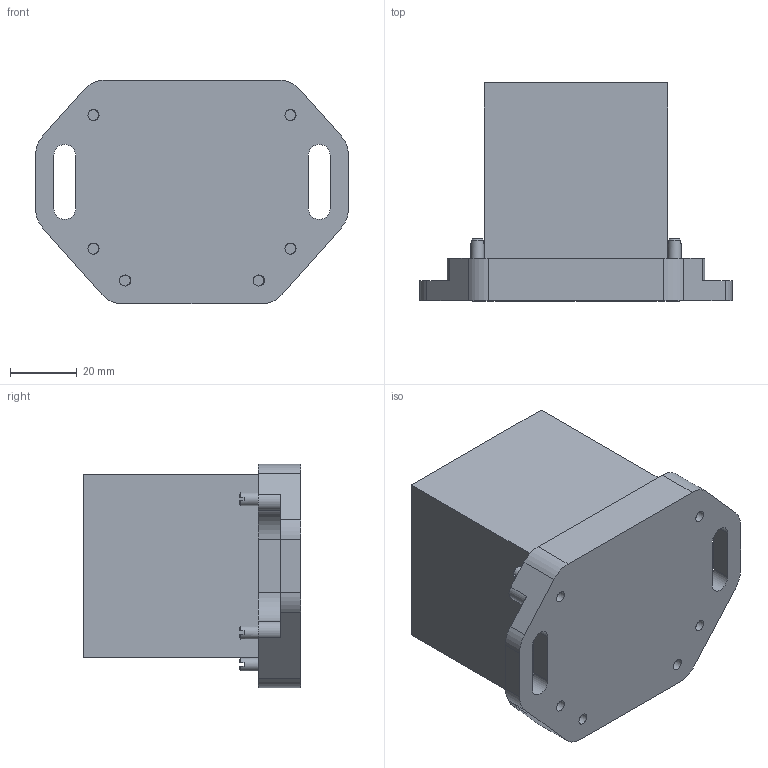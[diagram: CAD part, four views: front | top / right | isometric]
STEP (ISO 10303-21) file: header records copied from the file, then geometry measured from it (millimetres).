
FILE_DESCRIPTION(/* description */ (''),/* implementation_level */ '2;1');
FILE_NAME(/* name */ 'CuvetteStandAssembly.step',/* time_stamp */ '2020-03-09T17:49:20-07:00',/* author */ (''),/* organization */ (''),/* preprocessor_version */ 'ST-DEVELOPER v18',/* originating_system */ 'Autodesk Translation Framework v8.12.0.6',/* authorisation */ '');
FILE_SCHEMA (('AUTOMOTIVE_DESIGN { 1 0 10303 214 3 1 1 }'));
Length unit declared in the file: millimetre
Products named in the file (3): CuvetteStand; 50mmCuvette; McMaster 97493a114
Assembly tree (7 placements, depth 2):
  CuvetteStand
    50mmCuvette
    McMaster 97493a114  x6
Bounding box: 93.7 x 65.2 x 67 mm (x, y, z)
Volume: 93188.2 mm3; surface area: 43652 mm2
Topology: 8 solids, 8 shells, 211 faces, 576 edges, 382 vertices
Faces by surface type: cylinder 110, plane 71, cone 18, bspline 12
Full cylindrical faces by diameter (mm): 3.111 x30, 3.332 x6, 3.908 x36
Entity records: 3856 total; most frequent: CARTESIAN_POINT 1548, ORIENTED_EDGE 462, DIRECTION 453, EDGE_CURVE 231, AXIS2_PLACEMENT_3D 164, VERTEX_POINT 152, LINE 125, VECTOR 125
